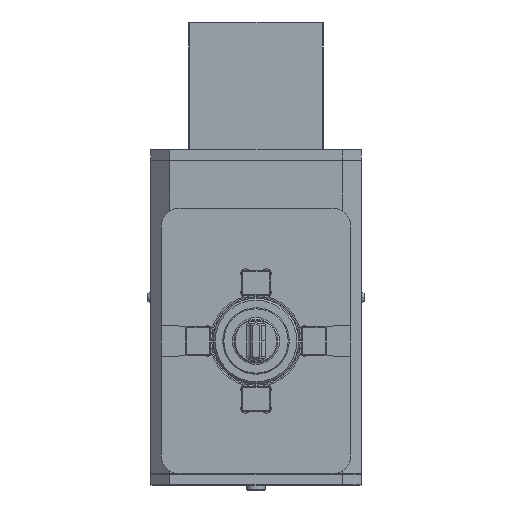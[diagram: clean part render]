
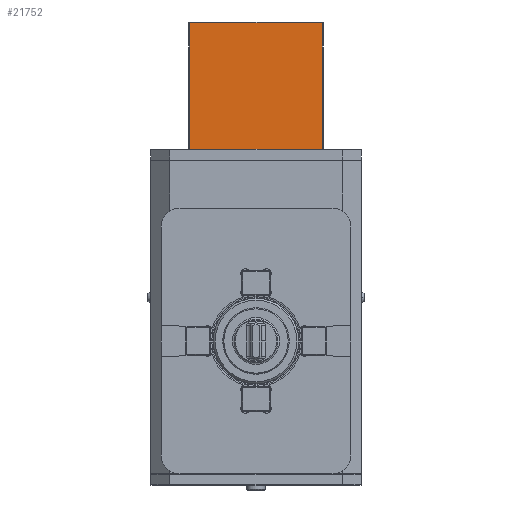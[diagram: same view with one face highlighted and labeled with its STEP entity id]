
A CAD part, front view. The second image highlights one B-rep face of the part: STEP entity #21752.
In plain terms, the highlighted planar face has unit normal (0, -1, 0).
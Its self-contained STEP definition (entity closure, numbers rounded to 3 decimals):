
#554 = EDGE_CURVE ( 'NONE', #4452, #12555, #31322, .T. ) ;
#1150 = VECTOR ( 'NONE', #32944, 1000. ) ;
#1525 = EDGE_CURVE ( 'NONE', #29505, #4452, #12834, .T. ) ;
#2081 = EDGE_CURVE ( 'NONE', #12218, #29505, #20188, .T. ) ;
#3892 = AXIS2_PLACEMENT_3D ( 'NONE', #6083, #13370, #26739 ) ;
#3994 = ORIENTED_EDGE ( 'NONE', *, *, #554, .T. ) ;
#4434 = CARTESIAN_POINT ( 'NONE',  ( -35., 54., 167.5 ) ) ;
#4452 = VERTEX_POINT ( 'NONE', #4434 ) ;
#6083 = CARTESIAN_POINT ( 'NONE',  ( 35.5, 54., 168. ) ) ;
#8413 = VECTOR ( 'NONE', #31319, 1000. ) ;
#10268 = CARTESIAN_POINT ( 'NONE',  ( -35., 54., 101. ) ) ;
#10334 = CARTESIAN_POINT ( 'NONE',  ( -35., 54., 168. ) ) ;
#10414 = DIRECTION ( 'NONE',  ( -1., 0., 0. ) ) ;
#11822 = CARTESIAN_POINT ( 'NONE',  ( 35.5, 54., 101. ) ) ;
#11932 = CARTESIAN_POINT ( 'NONE',  ( 35., 54., 101. ) ) ;
#12218 = VERTEX_POINT ( 'NONE', #11932 ) ;
#12555 = VERTEX_POINT ( 'NONE', #10268 ) ;
#12834 = LINE ( 'NONE', #20760, #26787 ) ;
#13370 = DIRECTION ( 'NONE',  ( 0., 1., 0. ) ) ;
#16685 = ORIENTED_EDGE ( 'NONE', *, *, #31156, .F. ) ;
#17458 = CARTESIAN_POINT ( 'NONE',  ( 35., 54., 167.5 ) ) ;
#18943 = PLANE ( 'NONE',  #3892 ) ;
#19904 = EDGE_LOOP ( 'NONE', ( #16685, #30908, #22134, #3994 ) ) ;
#20188 = LINE ( 'NONE', #23068, #8413 ) ;
#20679 = DIRECTION ( 'NONE',  ( 0., 0., -1. ) ) ;
#20760 = CARTESIAN_POINT ( 'NONE',  ( 35.5, 54., 167.5 ) ) ;
#21220 = VECTOR ( 'NONE', #20679, 1000. ) ;
#21752 = ADVANCED_FACE ( 'Defeature completata1_385', ( #31784 ), #18943, .F. ) ;
#22134 = ORIENTED_EDGE ( 'NONE', *, *, #1525, .T. ) ;
#23068 = CARTESIAN_POINT ( 'NONE',  ( 35., 54., 168. ) ) ;
#26739 = DIRECTION ( 'NONE',  ( 1., 0., 0. ) ) ;
#26787 = VECTOR ( 'NONE', #10414, 1000. ) ;
#27394 = LINE ( 'NONE', #11822, #1150 ) ;
#29505 = VERTEX_POINT ( 'NONE', #17458 ) ;
#30908 = ORIENTED_EDGE ( 'NONE', *, *, #2081, .T. ) ;
#31156 = EDGE_CURVE ( 'NONE', #12218, #12555, #27394, .T. ) ;
#31319 = DIRECTION ( 'NONE',  ( 0., 0., 1. ) ) ;
#31322 = LINE ( 'NONE', #10334, #21220 ) ;
#31784 = FACE_OUTER_BOUND ( 'NONE', #19904, .T. ) ;
#32944 = DIRECTION ( 'NONE',  ( -1., 0., 0. ) ) ;
